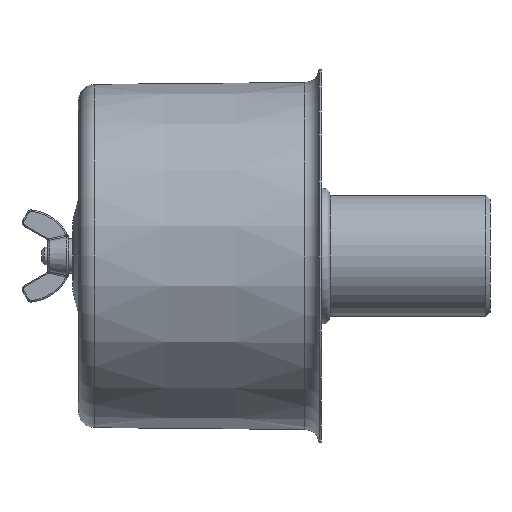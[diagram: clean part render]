
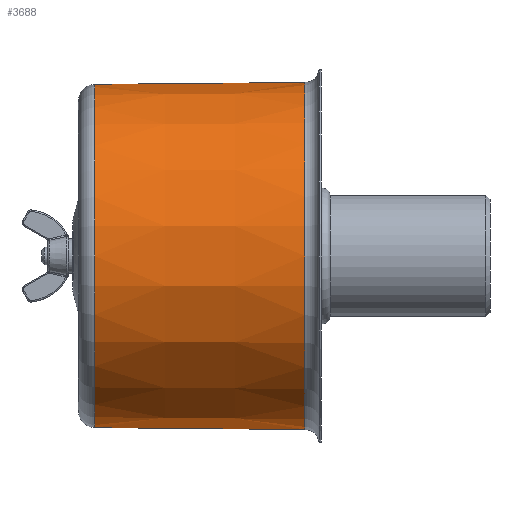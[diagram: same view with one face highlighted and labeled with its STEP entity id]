
A CAD part, left-side view. The second image highlights one B-rep face of the part: STEP entity #3688.
In plain terms, the highlighted conical face has half-angle 0.515 degrees and reference radius 59.878 mm.
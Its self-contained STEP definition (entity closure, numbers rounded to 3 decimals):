
#2999=CARTESIAN_POINT('',(0.,-7.649,0.));
#3000=DIRECTION('',(0.,1.,0.));
#3001=DIRECTION('',(0.,0.,-1.));
#3002=AXIS2_PLACEMENT_3D('',#2999,#3000,#3001);
#3004=DIRECTION('',(0.,1.,-0.009));
#3005=VECTOR('',#3004,72.92);
#3006=CARTESIAN_POINT('',(0.,-80.566,
60.206));
#3007=LINE('',#3006,#3005);
#3008=CARTESIAN_POINT('',(0.,-80.566,0.));
#3009=DIRECTION('',(0.,-1.,0.));
#3010=DIRECTION('',(0.,0.,1.));
#3011=AXIS2_PLACEMENT_3D('',#3008,#3009,#3010);
#3013=DIRECTION('',(0.,1.,0.009));
#3014=VECTOR('',#3013,72.92);
#3015=CARTESIAN_POINT('',(0.,-80.566,-60.206));
#3016=LINE('',#3015,#3014);
#3103=CARTESIAN_POINT('',(0.,-80.566,-60.206));
#3104=CARTESIAN_POINT('',(0.,-80.566,60.206));
#3105=VERTEX_POINT('',#3103);
#3106=VERTEX_POINT('',#3104);
#3123=CARTESIAN_POINT('',(0.,-7.649,
59.551));
#3124=CARTESIAN_POINT('',(0.,-7.649,
-59.551));
#3125=VERTEX_POINT('',#3123);
#3126=VERTEX_POINT('',#3124);
#3676=CARTESIAN_POINT('',(0.,-44.107,0.));
#3677=DIRECTION('',(0.,-1.,0.));
#3678=DIRECTION('',(0.,0.,1.));
#3679=AXIS2_PLACEMENT_3D('',#3676,#3677,#3678);
#3680=CONICAL_SURFACE('',#3679,59.878,0.515);
#3682=ORIENTED_EDGE('',*,*,#3681,.T.);
#3683=ORIENTED_EDGE('',*,*,#3162,.F.);
#3684=ORIENTED_EDGE('',*,*,#3666,.T.);
#3685=ORIENTED_EDGE('',*,*,#3158,.T.);
#3686=EDGE_LOOP('',(#3682,#3683,#3684,#3685));
#3687=FACE_OUTER_BOUND('',#3686,.F.);
#3688=ADVANCED_FACE('',(#3687),#3680,.T.);
#3003=CIRCLE('',#3002,59.551);
#3012=CIRCLE('',#3011,60.206);
#3158=EDGE_CURVE('',#3105,#3126,#3016,.T.);
#3162=EDGE_CURVE('',#3106,#3125,#3007,.T.);
#3666=EDGE_CURVE('',#3106,#3105,#3012,.T.);
#3681=EDGE_CURVE('',#3126,#3125,#3003,.T.);
